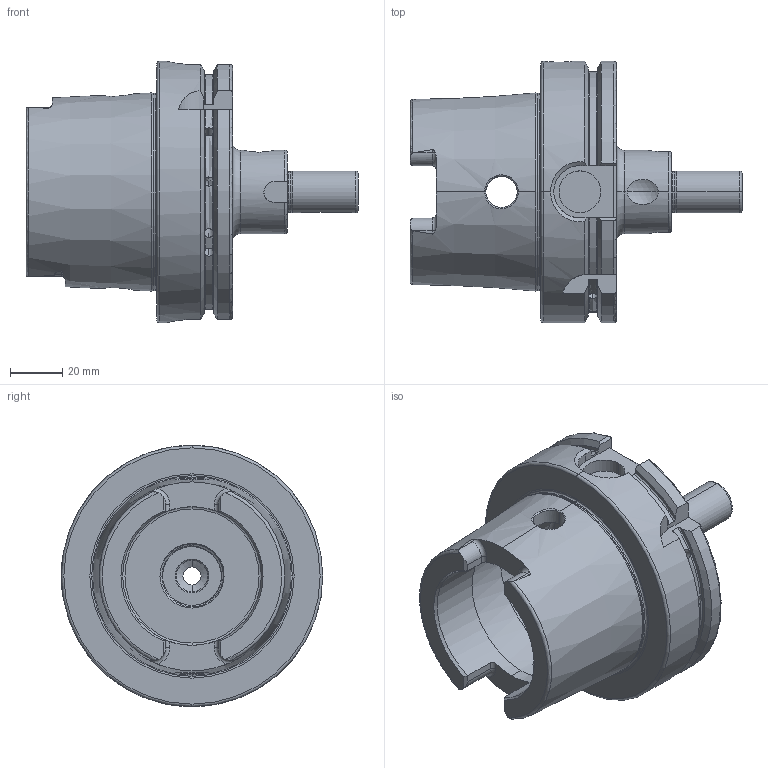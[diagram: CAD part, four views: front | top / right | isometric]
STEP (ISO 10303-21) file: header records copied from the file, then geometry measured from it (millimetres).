
FILE_DESCRIPTION (( 'STEP AP203' ), '1' );
FILE_NAME ('A100.10.16.STEP', '2016-10-12T08:13:42', ( '' ), ( '' ), 'SwSTEP 2.0', 'SolidWorks 2012', '' );
FILE_SCHEMA (( 'CONFIG_CONTROL_DESIGN' ));
Length unit declared in the file: millimetre
Products named in the file (1): A100.10.16
Bounding box: 127 x 100 x 100 mm (x, y, z)
Volume: 270616 mm3; surface area: 56275.4 mm2
Topology: 1 solids, 1 shells, 261 faces, 708 edges, 444 vertices
Faces by surface type: cylinder 109, plane 58, torus 42, cone 38, bspline 12, sphere 2
Entity records: 19425 total; most frequent: CARTESIAN_POINT 13285, ORIENTED_EDGE 1396, DIRECTION 1156, EDGE_CURVE 698, AXIS2_PLACEMENT_3D 462, VERTEX_POINT 444, EDGE_LOOP 272, ADVANCED_FACE 261
